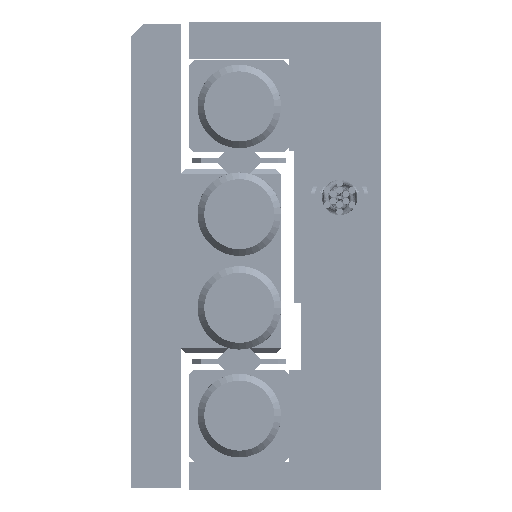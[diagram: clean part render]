
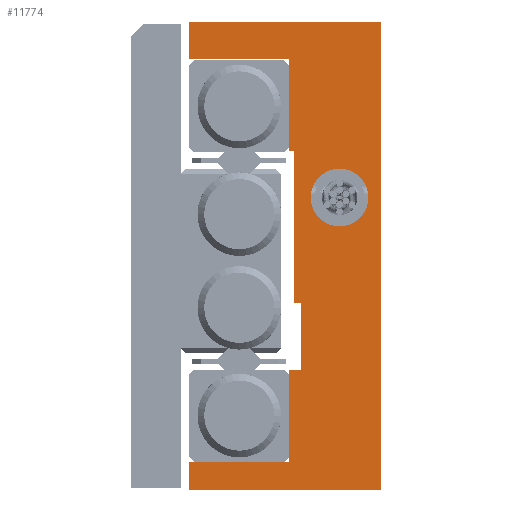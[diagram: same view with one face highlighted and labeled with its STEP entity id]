
A CAD part, left-side view. The second image highlights one B-rep face of the part: STEP entity #11774.
In plain terms, the highlighted planar face has unit normal (-1, 0, 0).
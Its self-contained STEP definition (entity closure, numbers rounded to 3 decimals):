
#588 = CARTESIAN_POINT ( 'NONE',  ( -45., 5.5, -14. ) ) ;
#1719 = EDGE_LOOP ( 'NONE', ( #76002, #66596, #22132, #57764, #32376, #29167, #33952, #30502, #32586, #13727, #36271, #33347, #15537, #63267 ) ) ;
#2363 = EDGE_CURVE ( 'NONE', #7993, #69051, #75531, .T. ) ;
#2437 = VECTOR ( 'NONE', #7168, 1000. ) ;
#2574 = DIRECTION ( 'NONE',  ( 0., 0., 1. ) ) ;
#2802 = LINE ( 'NONE', #56124, #12730 ) ;
#4027 = EDGE_CURVE ( 'NONE', #69679, #39967, #49834, .T. ) ;
#4068 = DIRECTION ( 'NONE',  ( -1., 0., 0. ) ) ;
#4186 = CARTESIAN_POINT ( 'NONE',  ( -45., 2.5, 5.227 ) ) ;
#4963 = CARTESIAN_POINT ( 'NONE',  ( -45., 11.5, -14. ) ) ;
#6520 = CARTESIAN_POINT ( 'NONE',  ( -45., 11.5, 14. ) ) ;
#7069 = DIRECTION ( 'NONE',  ( -1., 0., 0. ) ) ;
#7168 = DIRECTION ( 'NONE',  ( 0., -1., 0. ) ) ;
#7993 = VERTEX_POINT ( 'NONE', #47010 ) ;
#8344 = ORIENTED_EDGE ( 'NONE', *, *, #19681, .F. ) ;
#10191 = CARTESIAN_POINT ( 'NONE',  ( -45., 5.5, 11.8 ) ) ;
#10264 = EDGE_CURVE ( 'NONE', #7993, #22526, #16226, .T. ) ;
#10482 = CARTESIAN_POINT ( 'NONE',  ( -45., 5.2, 6.3 ) ) ;
#10512 = VECTOR ( 'NONE', #15002, 1000. ) ;
#11185 = LINE ( 'NONE', #28091, #17740 ) ;
#11774 = ADVANCED_FACE ( 'NONE', ( #58902, #23196 ), #29363, .F. ) ;
#12730 = VECTOR ( 'NONE', #48867, 1000. ) ;
#12912 = LINE ( 'NONE', #59756, #2437 ) ;
#13727 = ORIENTED_EDGE ( 'NONE', *, *, #25185, .T. ) ;
#14308 = VERTEX_POINT ( 'NONE', #24929 ) ;
#14490 = VERTEX_POINT ( 'NONE', #32929 ) ;
#15002 = DIRECTION ( 'NONE',  ( 0., 0., 1. ) ) ;
#15537 = ORIENTED_EDGE ( 'NONE', *, *, #73679, .F. ) ;
#16226 = LINE ( 'NONE', #46167, #48530 ) ;
#16893 = DIRECTION ( 'NONE',  ( 0., 0., -1. ) ) ;
#17090 = CARTESIAN_POINT ( 'NONE',  ( -45., 4.8, -2.8 ) ) ;
#17320 = DIRECTION ( 'NONE',  ( 0., -1., 0. ) ) ;
#17740 = VECTOR ( 'NONE', #17320, 1000. ) ;
#19137 = VERTEX_POINT ( 'NONE', #61999 ) ;
#19681 = EDGE_CURVE ( 'NONE', #70682, #64687, #72242, .T. ) ;
#20628 = DIRECTION ( 'NONE',  ( 0., 0., 1. ) ) ;
#22132 = ORIENTED_EDGE ( 'NONE', *, *, #10264, .F. ) ;
#22526 = VERTEX_POINT ( 'NONE', #46890 ) ;
#22601 = DIRECTION ( 'NONE',  ( 0., 0., -1. ) ) ;
#23196 = FACE_OUTER_BOUND ( 'NONE', #1719, .T. ) ;
#23595 = LINE ( 'NONE', #17090, #34004 ) ;
#23688 = CARTESIAN_POINT ( 'NONE',  ( -45., 11.5, -14. ) ) ;
#23964 = CARTESIAN_POINT ( 'NONE',  ( -45., 5.5, -14. ) ) ;
#24002 = DIRECTION ( 'NONE',  ( 0., -1., 0. ) ) ;
#24929 = CARTESIAN_POINT ( 'NONE',  ( -45., 5.2, -2.8 ) ) ;
#25185 = EDGE_CURVE ( 'NONE', #40120, #50047, #11185, .T. ) ;
#26132 = VERTEX_POINT ( 'NONE', #53005 ) ;
#26726 = EDGE_CURVE ( 'NONE', #36152, #14490, #44201, .T. ) ;
#28091 = CARTESIAN_POINT ( 'NONE',  ( -45., 5.5, 11.8 ) ) ;
#28147 = CARTESIAN_POINT ( 'NONE',  ( -45., 11.5, 11.8 ) ) ;
#28430 = CARTESIAN_POINT ( 'NONE',  ( -45., 0., -14. ) ) ;
#29073 = AXIS2_PLACEMENT_3D ( 'NONE', #23964, #71246, #58152 ) ;
#29167 = ORIENTED_EDGE ( 'NONE', *, *, #70961, .T. ) ;
#29284 = CARTESIAN_POINT ( 'NONE',  ( -45., 11.5, -12.3 ) ) ;
#29363 = PLANE ( 'NONE',  #29073 ) ;
#29373 = DIRECTION ( 'NONE',  ( 0., 1., 0. ) ) ;
#29773 = LINE ( 'NONE', #65061, #55158 ) ;
#30108 = CARTESIAN_POINT ( 'NONE',  ( -45., 2.5, 3.5 ) ) ;
#30502 = ORIENTED_EDGE ( 'NONE', *, *, #53453, .F. ) ;
#30850 = VECTOR ( 'NONE', #20628, 1000. ) ;
#31928 = VECTOR ( 'NONE', #65086, 1000. ) ;
#32376 = ORIENTED_EDGE ( 'NONE', *, *, #53157, .T. ) ;
#32396 = CARTESIAN_POINT ( 'NONE',  ( -45., 4.8, -2.8 ) ) ;
#32586 = ORIENTED_EDGE ( 'NONE', *, *, #35253, .T. ) ;
#32929 = CARTESIAN_POINT ( 'NONE',  ( -45., 0., 14. ) ) ;
#32973 = EDGE_CURVE ( 'NONE', #64687, #70682, #66292, .T. ) ;
#33076 = EDGE_CURVE ( 'NONE', #62320, #19137, #42463, .T. ) ;
#33347 = ORIENTED_EDGE ( 'NONE', *, *, #33076, .F. ) ;
#33952 = ORIENTED_EDGE ( 'NONE', *, *, #26726, .T. ) ;
#34004 = VECTOR ( 'NONE', #35499, 1000. ) ;
#35253 = EDGE_CURVE ( 'NONE', #26132, #40120, #52202, .T. ) ;
#35499 = DIRECTION ( 'NONE',  ( 0., 1., 0. ) ) ;
#36038 = CARTESIAN_POINT ( 'NONE',  ( -45., 2.5, 1.773 ) ) ;
#36152 = VERTEX_POINT ( 'NONE', #28430 ) ;
#36271 = ORIENTED_EDGE ( 'NONE', *, *, #52229, .F. ) ;
#36280 = EDGE_CURVE ( 'NONE', #39967, #14308, #23595, .T. ) ;
#38825 = CARTESIAN_POINT ( 'NONE',  ( -45., 4.8, -6.8 ) ) ;
#39967 = VERTEX_POINT ( 'NONE', #32396 ) ;
#40120 = VERTEX_POINT ( 'NONE', #28147 ) ;
#42463 = LINE ( 'NONE', #58588, #31928 ) ;
#44201 = LINE ( 'NONE', #61452, #10512 ) ;
#45545 = VECTOR ( 'NONE', #22601, 1000. ) ;
#46167 = CARTESIAN_POINT ( 'NONE',  ( -45., 5.5, -14. ) ) ;
#46270 = VECTOR ( 'NONE', #16893, 1000. ) ;
#46890 = CARTESIAN_POINT ( 'NONE',  ( -45., 5.5, -6.8 ) ) ;
#47010 = CARTESIAN_POINT ( 'NONE',  ( -45., 5.5, -12.3 ) ) ;
#47187 = VECTOR ( 'NONE', #24002, 1000. ) ;
#47941 = LINE ( 'NONE', #69877, #54113 ) ;
#48530 = VECTOR ( 'NONE', #68452, 1000. ) ;
#48867 = DIRECTION ( 'NONE',  ( 0., 0., 1. ) ) ;
#49834 = LINE ( 'NONE', #55954, #30850 ) ;
#50047 = VERTEX_POINT ( 'NONE', #10191 ) ;
#51781 = LINE ( 'NONE', #4963, #45545 ) ;
#52202 = LINE ( 'NONE', #6520, #46270 ) ;
#52229 = EDGE_CURVE ( 'NONE', #19137, #50047, #2802, .T. ) ;
#52738 = DIRECTION ( 'NONE',  ( 0., 0., 1. ) ) ;
#52777 = DIRECTION ( 'NONE',  ( 0., 0., 1. ) ) ;
#53005 = CARTESIAN_POINT ( 'NONE',  ( -45., 11.5, 14. ) ) ;
#53157 = EDGE_CURVE ( 'NONE', #69051, #57555, #51781, .T. ) ;
#53453 = EDGE_CURVE ( 'NONE', #26132, #14490, #47941, .T. ) ;
#54113 = VECTOR ( 'NONE', #57933, 1000. ) ;
#55158 = VECTOR ( 'NONE', #52777, 1000. ) ;
#55725 = EDGE_CURVE ( 'NONE', #22526, #69679, #12912, .T. ) ;
#55954 = CARTESIAN_POINT ( 'NONE',  ( -45., 4.8, -6.8 ) ) ;
#56124 = CARTESIAN_POINT ( 'NONE',  ( -45., 5.5, -14. ) ) ;
#56272 = AXIS2_PLACEMENT_3D ( 'NONE', #30108, #7069, #52738 ) ;
#56646 = CARTESIAN_POINT ( 'NONE',  ( -45., 2.5, 3.5 ) ) ;
#57555 = VERTEX_POINT ( 'NONE', #23688 ) ;
#57764 = ORIENTED_EDGE ( 'NONE', *, *, #2363, .T. ) ;
#57933 = DIRECTION ( 'NONE',  ( 0., -1., 0. ) ) ;
#58152 = DIRECTION ( 'NONE',  ( 0., 0., -1. ) ) ;
#58588 = CARTESIAN_POINT ( 'NONE',  ( -45., 5.5, 6.3 ) ) ;
#58902 = FACE_BOUND ( 'NONE', #71781, .T. ) ;
#58912 = CARTESIAN_POINT ( 'NONE',  ( -45., 5.5, -12.3 ) ) ;
#59756 = CARTESIAN_POINT ( 'NONE',  ( -45., 5.5, -6.8 ) ) ;
#60145 = AXIS2_PLACEMENT_3D ( 'NONE', #56646, #4068, #2574 ) ;
#61452 = CARTESIAN_POINT ( 'NONE',  ( -45., 0., -14. ) ) ;
#61999 = CARTESIAN_POINT ( 'NONE',  ( -45., 5.5, 6.3 ) ) ;
#62156 = ORIENTED_EDGE ( 'NONE', *, *, #32973, .F. ) ;
#62320 = VERTEX_POINT ( 'NONE', #10482 ) ;
#63267 = ORIENTED_EDGE ( 'NONE', *, *, #36280, .F. ) ;
#64687 = VERTEX_POINT ( 'NONE', #36038 ) ;
#65061 = CARTESIAN_POINT ( 'NONE',  ( -45., 5.2, 6.3 ) ) ;
#65086 = DIRECTION ( 'NONE',  ( 0., 1., 0. ) ) ;
#66292 = CIRCLE ( 'NONE', #60145, 1.727 ) ;
#66596 = ORIENTED_EDGE ( 'NONE', *, *, #55725, .F. ) ;
#67648 = VECTOR ( 'NONE', #29373, 1000. ) ;
#68452 = DIRECTION ( 'NONE',  ( 0., 0., 1. ) ) ;
#69051 = VERTEX_POINT ( 'NONE', #29284 ) ;
#69679 = VERTEX_POINT ( 'NONE', #38825 ) ;
#69877 = CARTESIAN_POINT ( 'NONE',  ( -45., 5.5, 14. ) ) ;
#70682 = VERTEX_POINT ( 'NONE', #4186 ) ;
#70961 = EDGE_CURVE ( 'NONE', #57555, #36152, #74514, .T. ) ;
#71246 = DIRECTION ( 'NONE',  ( 1., 0., 0. ) ) ;
#71781 = EDGE_LOOP ( 'NONE', ( #8344, #62156 ) ) ;
#72242 = CIRCLE ( 'NONE', #56272, 1.727 ) ;
#73679 = EDGE_CURVE ( 'NONE', #14308, #62320, #29773, .T. ) ;
#74514 = LINE ( 'NONE', #588, #47187 ) ;
#75531 = LINE ( 'NONE', #58912, #67648 ) ;
#76002 = ORIENTED_EDGE ( 'NONE', *, *, #4027, .F. ) ;
